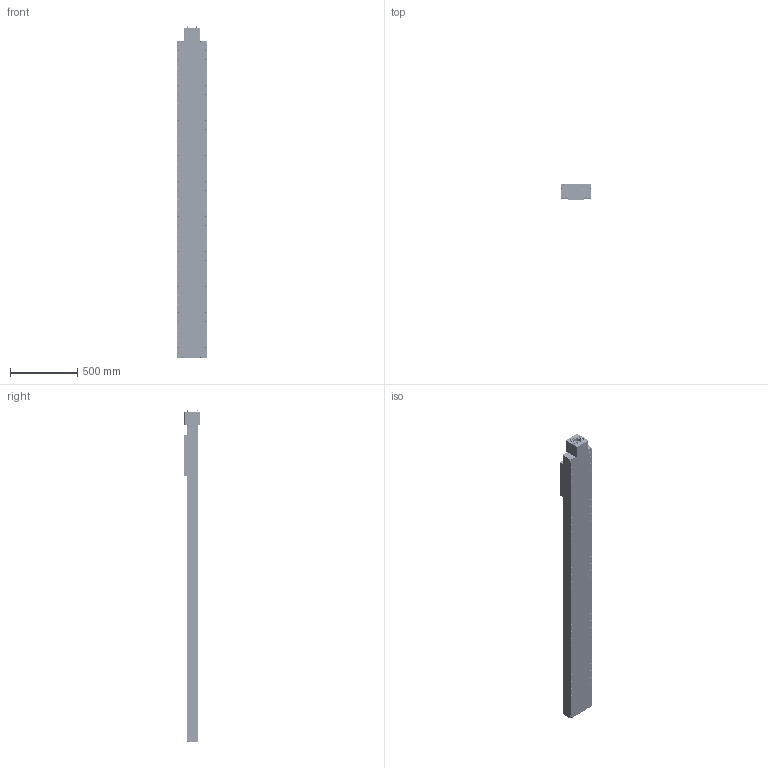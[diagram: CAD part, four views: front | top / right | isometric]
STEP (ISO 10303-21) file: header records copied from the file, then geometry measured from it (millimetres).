
FILE_DESCRIPTION (( 'STEP AP203' ), '1' );
FILE_NAME ('TRS225_BN01_SM1900.000_TRS-477265-1.step', '2024-12-20T16:19:17', ( '' ), ( '' ), 'SwSTEP 2.0', 'SolidWorks 2024', '' );
FILE_SCHEMA (( 'CONFIG_CONTROL_DESIGN' ));
Products named in the file (6): tempJoin1_06049358_TRS225_BN01_SM1900.000_TRS-477265-1; tempJoin3_45109055_TRS225_BN01_SM1900.000_TRS-477265-1; tempJoin1_06049364_TRS225_BN01_SM1900.000_TRS-477265-1; Base_TRS225_BN01_SM1900.000_TRS-477265-1; TRS225_BN01_SM1900.000_TRS-477265-1; 06049372_TRS225_BN01_SM1900.000_TRS-477265-1_BN01
Assembly tree (5 placements, depth 2):
  TRS225_BN01_SM1900.000_TRS-477265-1
    tempJoin1_06049364_TRS225_BN01_SM1900.000_TRS-477265-1
    06049372_TRS225_BN01_SM1900.000_TRS-477265-1_BN01
    tempJoin1_06049358_TRS225_BN01_SM1900.000_TRS-477265-1
    tempJoin3_45109055_TRS225_BN01_SM1900.000_TRS-477265-1
    Base_TRS225_BN01_SM1900.000_TRS-477265-1
Bounding box: 225 x 126.5 x 2470.8 mm (x, y, z)
Volume: 22211640.3 mm3; surface area: 5442509.1 mm2
Topology: 12 solids, 165 shells, 4955 faces, 11893 edges, 7727 vertices
Faces by surface type: plane 2695, cylinder 1503, cone 657, torus 68, sphere 32
Full cylindrical faces by diameter (mm): 1.194 x16, 1.587 x1, 1.588 x1, 2.5 x12, 3 x8, 3.175 x10, 3.3 x32, 3.91 x8, 4 x26, 4.2 x1, 4.201 x4, 4.3 x2, 4.5 x16, 4.917 x24, 4.93 x16, 5 x114, 5.001 x4, 5.5 x8, 6 x36, 6.013 x2, 6.35 x2, 6.6 x16, 6.7 x8, 6.701 x19, 6.706 x16, 6.8 x116, 6.858 x4, 7 x86, 7.14 x16, 7.62 x4
Entity records: 134741 total; most frequent: CARTESIAN_POINT 27871, DIRECTION 22622, ORIENTED_EDGE 18702, EDGE_CURVE 9351, AXIS2_PLACEMENT_3D 8719, EDGE_LOOP 7576, VERTEX_POINT 6927, FACE_OUTER_BOUND 6090
